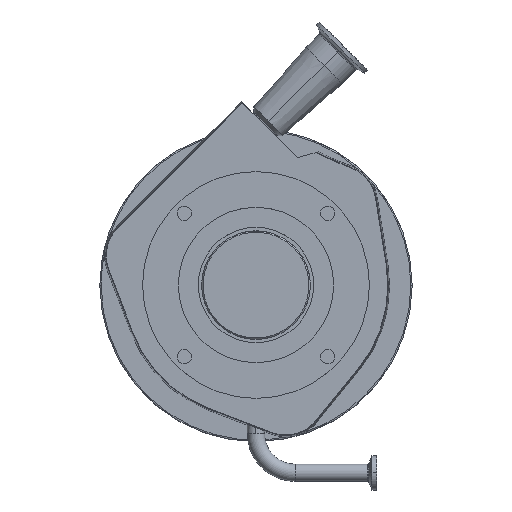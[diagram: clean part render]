
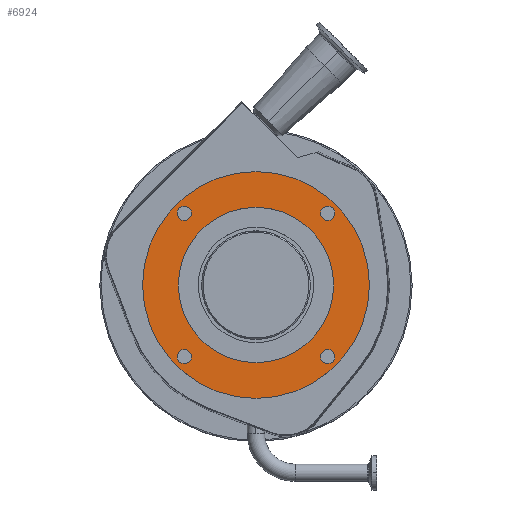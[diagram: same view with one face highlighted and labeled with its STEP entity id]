
A CAD part, top view. The second image highlights one B-rep face of the part: STEP entity #6924.
In plain terms, the highlighted planar face has unit normal (0, 0, 1).
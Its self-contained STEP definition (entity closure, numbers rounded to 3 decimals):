
#12 = AXIS2_PLACEMENT_3D ( 'NONE', #3862, #708, #5802 ) ;
#151 = CIRCLE ( 'NONE', #12, 57.2 ) ;
#224 = EDGE_LOOP ( 'NONE', ( #4848, #6168 ) ) ;
#348 = ORIENTED_EDGE ( 'NONE', *, *, #3358, .F. ) ;
#362 = EDGE_CURVE ( 'NONE', #7528, #1602, #6284, .T. ) ;
#708 = DIRECTION ( 'NONE',  ( 0., 0., 1. ) ) ;
#721 = CARTESIAN_POINT ( 'NONE',  ( 47.509, -52.759, -5.5 ) ) ;
#749 = DIRECTION ( 'NONE',  ( 1., 0., 0. ) ) ;
#866 = DIRECTION ( 'NONE',  ( 0., 0., 1. ) ) ;
#892 = CARTESIAN_POINT ( 'NONE',  ( -58.009, -52.759, -5.5 ) ) ;
#896 = VERTEX_POINT ( 'NONE', #3751 ) ;
#988 = DIRECTION ( 'NONE',  ( 1., 0., 0. ) ) ;
#1021 = DIRECTION ( 'NONE',  ( 1., 0., 0. ) ) ;
#1051 = ORIENTED_EDGE ( 'NONE', *, *, #4314, .F. ) ;
#1069 = EDGE_CURVE ( 'NONE', #4610, #1074, #2712, .T. ) ;
#1074 = VERTEX_POINT ( 'NONE', #3338 ) ;
#1092 = CARTESIAN_POINT ( 'NONE',  ( -58.009, 52.759, -5.5 ) ) ;
#1106 = EDGE_LOOP ( 'NONE', ( #6849, #7027 ) ) ;
#1197 = DIRECTION ( 'NONE',  ( 1., 0., 0. ) ) ;
#1244 = AXIS2_PLACEMENT_3D ( 'NONE', #6910, #6989, #749 ) ;
#1270 = CIRCLE ( 'NONE', #7614, 5.25 ) ;
#1363 = AXIS2_PLACEMENT_3D ( 'NONE', #2297, #7857, #4167 ) ;
#1406 = AXIS2_PLACEMENT_3D ( 'NONE', #7180, #1620, #1021 ) ;
#1557 = DIRECTION ( 'NONE',  ( 0., 0., 1. ) ) ;
#1588 = AXIS2_PLACEMENT_3D ( 'NONE', #4759, #3541, #2935 ) ;
#1602 = VERTEX_POINT ( 'NONE', #721 ) ;
#1620 = DIRECTION ( 'NONE',  ( 0., 0., 1. ) ) ;
#1623 = CIRCLE ( 'NONE', #1244, 83.5 ) ;
#1757 = CARTESIAN_POINT ( 'NONE',  ( 57.2, 0., -5.5 ) ) ;
#1887 = EDGE_CURVE ( 'NONE', #6839, #4963, #1623, .T. ) ;
#2052 = DIRECTION ( 'NONE',  ( 1., 0., 0. ) ) ;
#2075 = ORIENTED_EDGE ( 'NONE', *, *, #4656, .F. ) ;
#2161 = CARTESIAN_POINT ( 'NONE',  ( 52.759, -52.759, -5.5 ) ) ;
#2196 = DIRECTION ( 'NONE',  ( 1., 0., 0. ) ) ;
#2206 = VERTEX_POINT ( 'NONE', #6329 ) ;
#2279 = PLANE ( 'NONE',  #1588 ) ;
#2297 = CARTESIAN_POINT ( 'NONE',  ( 52.759, -52.759, -5.5 ) ) ;
#2304 = EDGE_CURVE ( 'NONE', #1602, #7528, #7759, .T. ) ;
#2438 = DIRECTION ( 'NONE',  ( 1., 0., 0. ) ) ;
#2456 = AXIS2_PLACEMENT_3D ( 'NONE', #4283, #2461, #1197 ) ;
#2461 = DIRECTION ( 'NONE',  ( 0., 0., 1. ) ) ;
#2479 = CARTESIAN_POINT ( 'NONE',  ( -52.759, 52.759, -5.5 ) ) ;
#2517 = DIRECTION ( 'NONE',  ( 1., 0., 0. ) ) ;
#2655 = DIRECTION ( 'NONE',  ( 1., 0., 0. ) ) ;
#2661 = CARTESIAN_POINT ( 'NONE',  ( -57.2, 0., -5.5 ) ) ;
#2712 = CIRCLE ( 'NONE', #5708, 5.25 ) ;
#2889 = ORIENTED_EDGE ( 'NONE', *, *, #1069, .F. ) ;
#2891 = CARTESIAN_POINT ( 'NONE',  ( 47.509, 52.759, -5.5 ) ) ;
#2893 = EDGE_CURVE ( 'NONE', #5492, #896, #6714, .T. ) ;
#2935 = DIRECTION ( 'NONE',  ( 1., 0., 0. ) ) ;
#2971 = DIRECTION ( 'NONE',  ( 0., 0., 1. ) ) ;
#3171 = EDGE_CURVE ( 'NONE', #1074, #4610, #7362, .T. ) ;
#3255 = DIRECTION ( 'NONE',  ( 0., 0., 1. ) ) ;
#3338 = CARTESIAN_POINT ( 'NONE',  ( 58.009, 52.759, -5.5 ) ) ;
#3358 = EDGE_CURVE ( 'NONE', #4157, #6941, #151, .T. ) ;
#3450 = ORIENTED_EDGE ( 'NONE', *, *, #3171, .F. ) ;
#3541 = DIRECTION ( 'NONE',  ( 0., 0., 1. ) ) ;
#3617 = AXIS2_PLACEMENT_3D ( 'NONE', #2161, #1557, #988 ) ;
#3656 = FACE_BOUND ( 'NONE', #3661, .T. ) ;
#3661 = EDGE_LOOP ( 'NONE', ( #1051, #348 ) ) ;
#3677 = VERTEX_POINT ( 'NONE', #1092 ) ;
#3751 = CARTESIAN_POINT ( 'NONE',  ( -47.509, -52.759, -5.5 ) ) ;
#3862 = CARTESIAN_POINT ( 'NONE',  ( 0., 0., -5.5 ) ) ;
#3966 = DIRECTION ( 'NONE',  ( 1., 0., 0. ) ) ;
#4021 = CARTESIAN_POINT ( 'NONE',  ( -52.759, 52.759, -5.5 ) ) ;
#4157 = VERTEX_POINT ( 'NONE', #2661 ) ;
#4167 = DIRECTION ( 'NONE',  ( 1., 0., 0. ) ) ;
#4196 = AXIS2_PLACEMENT_3D ( 'NONE', #4800, #7272, #2196 ) ;
#4283 = CARTESIAN_POINT ( 'NONE',  ( 0., 0., -5.5 ) ) ;
#4314 = EDGE_CURVE ( 'NONE', #6941, #4157, #5947, .T. ) ;
#4432 = DIRECTION ( 'NONE',  ( 0., 0., 1. ) ) ;
#4459 = EDGE_CURVE ( 'NONE', #3677, #2206, #5824, .T. ) ;
#4527 = AXIS2_PLACEMENT_3D ( 'NONE', #4021, #7603, #2052 ) ;
#4537 = ORIENTED_EDGE ( 'NONE', *, *, #2893, .F. ) ;
#4610 = VERTEX_POINT ( 'NONE', #2891 ) ;
#4656 = EDGE_CURVE ( 'NONE', #896, #5492, #7434, .T. ) ;
#4701 = CARTESIAN_POINT ( 'NONE',  ( 83.5, 0., -5.5 ) ) ;
#4759 = CARTESIAN_POINT ( 'NONE',  ( 0., 0., -5.5 ) ) ;
#4800 = CARTESIAN_POINT ( 'NONE',  ( -52.759, -52.759, -5.5 ) ) ;
#4848 = ORIENTED_EDGE ( 'NONE', *, *, #6211, .F. ) ;
#4882 = EDGE_CURVE ( 'NONE', #4963, #6839, #7170, .T. ) ;
#4963 = VERTEX_POINT ( 'NONE', #4701 ) ;
#5492 = VERTEX_POINT ( 'NONE', #892 ) ;
#5708 = AXIS2_PLACEMENT_3D ( 'NONE', #7038, #866, #2655 ) ;
#5802 = DIRECTION ( 'NONE',  ( 1., 0., 0. ) ) ;
#5824 = CIRCLE ( 'NONE', #4527, 5.25 ) ;
#5947 = CIRCLE ( 'NONE', #2456, 57.2 ) ;
#6104 = FACE_BOUND ( 'NONE', #7790, .T. ) ;
#6168 = ORIENTED_EDGE ( 'NONE', *, *, #4459, .F. ) ;
#6211 = EDGE_CURVE ( 'NONE', #2206, #3677, #1270, .T. ) ;
#6284 = CIRCLE ( 'NONE', #1363, 5.25 ) ;
#6329 = CARTESIAN_POINT ( 'NONE',  ( -47.509, 52.759, -5.5 ) ) ;
#6441 = ORIENTED_EDGE ( 'NONE', *, *, #2304, .F. ) ;
#6714 = CIRCLE ( 'NONE', #8020, 5.25 ) ;
#6753 = FACE_BOUND ( 'NONE', #224, .T. ) ;
#6794 = FACE_BOUND ( 'NONE', #6940, .T. ) ;
#6839 = VERTEX_POINT ( 'NONE', #7930 ) ;
#6849 = ORIENTED_EDGE ( 'NONE', *, *, #4882, .T. ) ;
#6886 = EDGE_LOOP ( 'NONE', ( #2075, #4537 ) ) ;
#6910 = CARTESIAN_POINT ( 'NONE',  ( 0., 0., -5.5 ) ) ;
#6924 = ADVANCED_FACE ( 'NONE', ( #6753, #7397, #6104, #6794, #7317, #3656 ), #2279, .T. ) ;
#6940 = EDGE_LOOP ( 'NONE', ( #3450, #2889 ) ) ;
#6941 = VERTEX_POINT ( 'NONE', #1757 ) ;
#6952 = CARTESIAN_POINT ( 'NONE',  ( 0., 0., -5.5 ) ) ;
#6989 = DIRECTION ( 'NONE',  ( 0., 0., 1. ) ) ;
#7027 = ORIENTED_EDGE ( 'NONE', *, *, #1887, .T. ) ;
#7038 = CARTESIAN_POINT ( 'NONE',  ( 52.759, 52.759, -5.5 ) ) ;
#7170 = CIRCLE ( 'NONE', #7572, 83.5 ) ;
#7171 = CARTESIAN_POINT ( 'NONE',  ( 58.009, -52.759, -5.5 ) ) ;
#7180 = CARTESIAN_POINT ( 'NONE',  ( 52.759, 52.759, -5.5 ) ) ;
#7272 = DIRECTION ( 'NONE',  ( 0., 0., 1. ) ) ;
#7311 = CARTESIAN_POINT ( 'NONE',  ( -52.759, -52.759, -5.5 ) ) ;
#7317 = FACE_OUTER_BOUND ( 'NONE', #1106, .T. ) ;
#7362 = CIRCLE ( 'NONE', #1406, 5.25 ) ;
#7397 = FACE_BOUND ( 'NONE', #6886, .T. ) ;
#7434 = CIRCLE ( 'NONE', #4196, 5.25 ) ;
#7528 = VERTEX_POINT ( 'NONE', #7171 ) ;
#7572 = AXIS2_PLACEMENT_3D ( 'NONE', #6952, #3255, #3966 ) ;
#7603 = DIRECTION ( 'NONE',  ( 0., 0., 1. ) ) ;
#7614 = AXIS2_PLACEMENT_3D ( 'NONE', #2479, #4432, #2438 ) ;
#7759 = CIRCLE ( 'NONE', #3617, 5.25 ) ;
#7790 = EDGE_LOOP ( 'NONE', ( #7803, #6441 ) ) ;
#7803 = ORIENTED_EDGE ( 'NONE', *, *, #362, .F. ) ;
#7857 = DIRECTION ( 'NONE',  ( 0., 0., 1. ) ) ;
#7930 = CARTESIAN_POINT ( 'NONE',  ( -83.5, 0., -5.5 ) ) ;
#8020 = AXIS2_PLACEMENT_3D ( 'NONE', #7311, #2971, #2517 ) ;
